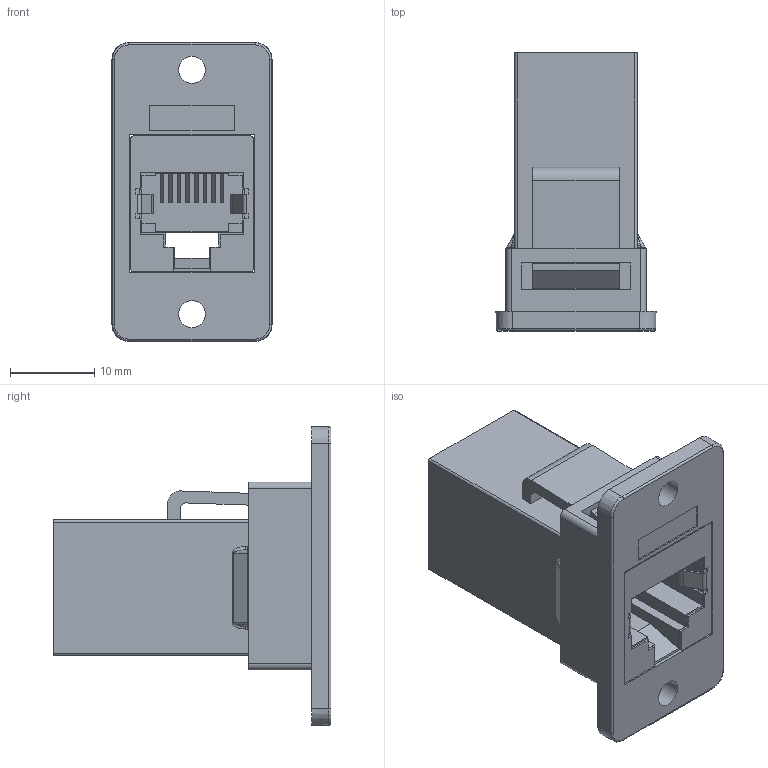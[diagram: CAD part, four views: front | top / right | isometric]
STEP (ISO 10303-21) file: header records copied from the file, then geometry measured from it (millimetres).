
FILE_DESCRIPTION(/* description */ (''),/* implementation_level */ '2;1');
FILE_NAME(/* name */ 'CP30620SX1 CAT5 3.2 hole.stp',/* time_stamp */ '2025-03-20T09:00:53Z',/* author */ ('tottley'),/* organization */ (''),/* preprocessor_version */ 'ST-DEVELOPER v20',/* originating_system */ 'Autodesk Inventor 2025',/* authorisation */ '');
FILE_SCHEMA (('AUTOMOTIVE_DESIGN { 1 0 10303 214 3 1 1 }'));
Length unit declared in the file: millimetre
Products named in the file (1): CP30620S CAT5 csk
Bounding box: 19 x 33 x 35.5 mm (x, y, z)
Volume: 6457.9 mm3; surface area: 7084.9 mm2
Topology: 1 solids, 3 shells, 363 faces, 1039 edges, 686 vertices
Faces by surface type: plane 302, cylinder 38, bspline 15, torus 4, cone 4
Full cylindrical faces by diameter (mm): 3.2 x2
Entity records: 12337 total; most frequent: CARTESIAN_POINT 2349, ORIENTED_EDGE 2078, DIRECTION 1807, EDGE_CURVE 1039, LINE 925, VECTOR 925, VERTEX_POINT 686, AXIS2_PLACEMENT_3D 441
